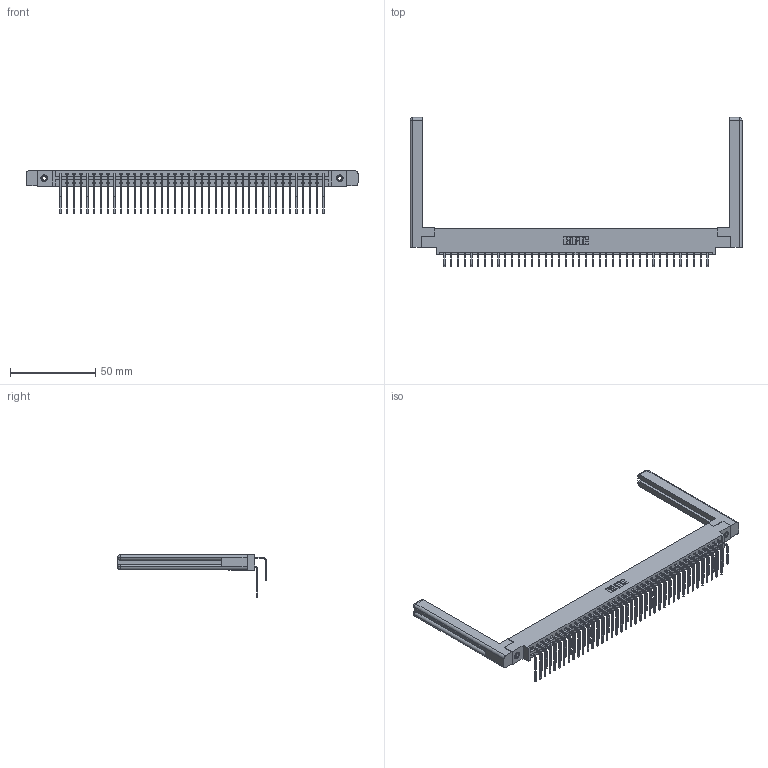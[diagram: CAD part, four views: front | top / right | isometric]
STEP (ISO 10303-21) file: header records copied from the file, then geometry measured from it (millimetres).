
FILE_DESCRIPTION (( 'STEP AP203' ), '1' );
FILE_NAME ('337-080-558-858.STEP', '2019-10-15T15:44:34', ( '' ), ( '' ), 'SwSTEP 2.0', 'SolidWorks 2016', '' );
FILE_SCHEMA (( 'CONFIG_CONTROL_DESIGN' ));
Length unit declared in the file: inch
Products named in the file (6): 345-292-001_558 559 Tail - 1; 345-292-001_558 Tail - 2; 307-220-058; 337-080-558-858; 337 Part_0.170 Offset - 0.156 Dia-TI; 345-250-001_345-250-001-102
Assembly tree (85 placements, depth 2):
  337-080-558-858
    337 Part_0.170 Offset - 0.156 Dia-TI
    345-292-001_558 559 Tail - 1  x40
    345-292-001_558 Tail - 2  x40
    345-250-001_345-250-001-102  x2
    307-220-058  x2
Bounding box: 195.12 x 87.57 x 25.53 mm (x, y, z)
Volume: 28023.3 mm3; surface area: 31058.4 mm2
Topology: 85 solids, 85 shells, 4740 faces, 14037 edges, 9238 vertices
Faces by surface type: plane 3358, cylinder 1358, cone 12, torus 12
Entity records: 35822 total; most frequent: CARTESIAN_POINT 6092, ORIENTED_EDGE 5916, DIRECTION 5182, EDGE_CURVE 2958, VECTOR 2742, LINE 2742, VERTEX_POINT 1962, AXIS2_PLACEMENT_3D 1220
